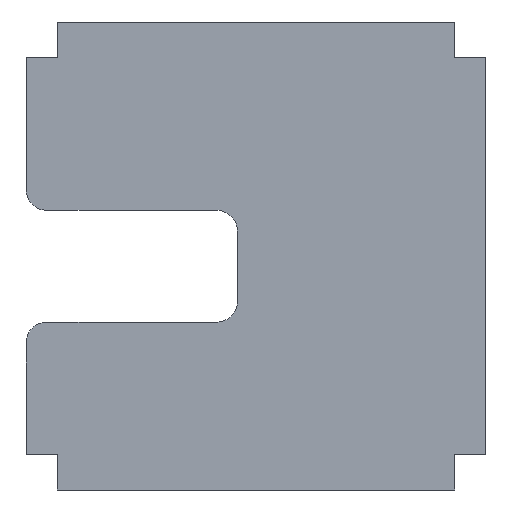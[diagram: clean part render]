
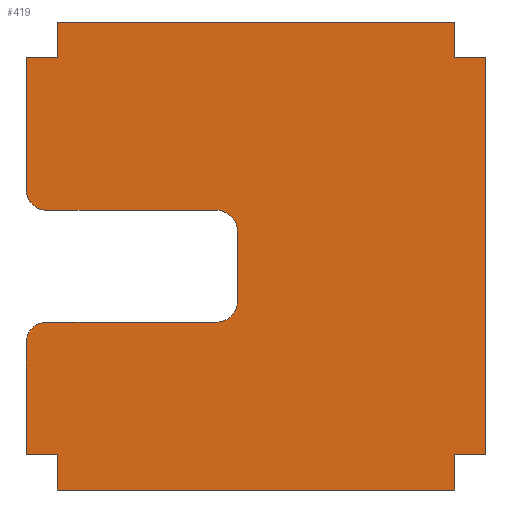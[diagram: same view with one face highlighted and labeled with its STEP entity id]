
A CAD part, front view. The second image highlights one B-rep face of the part: STEP entity #419.
In plain terms, the highlighted planar face has unit normal (0, -1, 0).
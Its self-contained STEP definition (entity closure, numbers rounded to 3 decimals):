
#18=PLANE('',#461);
#39=FACE_OUTER_BOUND('',#61,.T.);
#61=EDGE_LOOP('',(#313,#314,#315,#316,#317,#318,#319,#320,#321,#322,#323,
#324,#325,#326,#327,#328,#329,#330,#331,#332));
#81=LINE('',#608,#133);
#84=LINE('',#619,#136);
#88=LINE('',#632,#140);
#91=LINE('',#637,#143);
#92=LINE('',#641,#144);
#93=LINE('',#643,#145);
#94=LINE('',#645,#146);
#95=LINE('',#647,#147);
#96=LINE('',#649,#148);
#97=LINE('',#651,#149);
#98=LINE('',#653,#150);
#99=LINE('',#655,#151);
#100=LINE('',#657,#152);
#101=LINE('',#659,#153);
#102=LINE('',#661,#154);
#103=LINE('',#662,#155);
#133=VECTOR('',#493,10.);
#136=VECTOR('',#504,10.);
#140=VECTOR('',#516,10.);
#143=VECTOR('',#521,10.);
#144=VECTOR('',#524,10.);
#145=VECTOR('',#525,10.);
#146=VECTOR('',#526,10.);
#147=VECTOR('',#527,10.);
#148=VECTOR('',#528,10.);
#149=VECTOR('',#529,10.);
#150=VECTOR('',#530,10.);
#151=VECTOR('',#531,10.);
#152=VECTOR('',#532,10.);
#153=VECTOR('',#533,10.);
#154=VECTOR('',#534,10.);
#155=VECTOR('',#535,10.);
#182=CIRCLE('',#451,5.);
#184=CIRCLE('',#455,5.);
#186=CIRCLE('',#459,5.);
#187=CIRCLE('',#462,5.);
#191=VERTEX_POINT('',#598);
#192=VERTEX_POINT('',#600);
#194=VERTEX_POINT('',#606);
#197=VERTEX_POINT('',#613);
#198=VERTEX_POINT('',#615);
#201=VERTEX_POINT('',#625);
#202=VERTEX_POINT('',#627);
#203=VERTEX_POINT('',#631);
#205=VERTEX_POINT('',#638);
#206=VERTEX_POINT('',#640);
#207=VERTEX_POINT('',#642);
#208=VERTEX_POINT('',#644);
#209=VERTEX_POINT('',#646);
#210=VERTEX_POINT('',#648);
#211=VERTEX_POINT('',#650);
#212=VERTEX_POINT('',#652);
#213=VERTEX_POINT('',#654);
#214=VERTEX_POINT('',#656);
#215=VERTEX_POINT('',#658);
#216=VERTEX_POINT('',#660);
#231=EDGE_CURVE('',#191,#192,#182,.T.);
#235=EDGE_CURVE('',#191,#194,#81,.T.);
#238=EDGE_CURVE('',#197,#198,#184,.T.);
#240=EDGE_CURVE('',#197,#192,#84,.T.);
#244=EDGE_CURVE('',#201,#202,#186,.T.);
#246=EDGE_CURVE('',#203,#202,#88,.T.);
#249=EDGE_CURVE('',#201,#198,#91,.T.);
#250=EDGE_CURVE('',#205,#194,#187,.T.);
#251=EDGE_CURVE('',#205,#206,#92,.T.);
#252=EDGE_CURVE('',#207,#206,#93,.T.);
#253=EDGE_CURVE('',#208,#207,#94,.T.);
#254=EDGE_CURVE('',#208,#209,#95,.T.);
#255=EDGE_CURVE('',#209,#210,#96,.T.);
#256=EDGE_CURVE('',#210,#211,#97,.T.);
#257=EDGE_CURVE('',#211,#212,#98,.T.);
#258=EDGE_CURVE('',#213,#212,#99,.T.);
#259=EDGE_CURVE('',#214,#213,#100,.T.);
#260=EDGE_CURVE('',#214,#215,#101,.T.);
#261=EDGE_CURVE('',#215,#216,#102,.T.);
#262=EDGE_CURVE('',#216,#203,#103,.T.);
#313=ORIENTED_EDGE('',*,*,#244,.F.);
#314=ORIENTED_EDGE('',*,*,#249,.T.);
#315=ORIENTED_EDGE('',*,*,#238,.F.);
#316=ORIENTED_EDGE('',*,*,#240,.T.);
#317=ORIENTED_EDGE('',*,*,#231,.F.);
#318=ORIENTED_EDGE('',*,*,#235,.T.);
#319=ORIENTED_EDGE('',*,*,#250,.F.);
#320=ORIENTED_EDGE('',*,*,#251,.T.);
#321=ORIENTED_EDGE('',*,*,#252,.F.);
#322=ORIENTED_EDGE('',*,*,#253,.F.);
#323=ORIENTED_EDGE('',*,*,#254,.T.);
#324=ORIENTED_EDGE('',*,*,#255,.T.);
#325=ORIENTED_EDGE('',*,*,#256,.T.);
#326=ORIENTED_EDGE('',*,*,#257,.T.);
#327=ORIENTED_EDGE('',*,*,#258,.F.);
#328=ORIENTED_EDGE('',*,*,#259,.F.);
#329=ORIENTED_EDGE('',*,*,#260,.T.);
#330=ORIENTED_EDGE('',*,*,#261,.T.);
#331=ORIENTED_EDGE('',*,*,#262,.T.);
#332=ORIENTED_EDGE('',*,*,#246,.T.);
#419=ADVANCED_FACE('',(#39),#18,.F.);
#451=AXIS2_PLACEMENT_3D('',#601,#486,#487);
#455=AXIS2_PLACEMENT_3D('',#616,#499,#500);
#459=AXIS2_PLACEMENT_3D('',#628,#511,#512);
#461=AXIS2_PLACEMENT_3D('',#636,#519,#520);
#462=AXIS2_PLACEMENT_3D('',#639,#522,#523);
#486=DIRECTION('center_axis',(0.,-1.,0.));
#487=DIRECTION('ref_axis',(0.707,0.,-0.707));
#493=DIRECTION('',(-1.,0.,0.));
#499=DIRECTION('center_axis',(0.,-1.,0.));
#500=DIRECTION('ref_axis',(0.707,0.,0.707));
#504=DIRECTION('',(0.,0.,-1.));
#511=DIRECTION('center_axis',(0.,1.,0.));
#512=DIRECTION('ref_axis',(-0.707,0.,-0.707));
#516=DIRECTION('',(0.,0.,-1.));
#519=DIRECTION('center_axis',(0.,1.,0.));
#520=DIRECTION('ref_axis',(-1.,0.,0.));
#521=DIRECTION('',(1.,0.,0.));
#522=DIRECTION('center_axis',(0.,1.,0.));
#523=DIRECTION('ref_axis',(-0.707,0.,0.707));
#524=DIRECTION('',(0.,0.,-1.));
#525=DIRECTION('',(-1.,0.,0.));
#526=DIRECTION('',(0.,0.,1.));
#527=DIRECTION('',(1.,0.,0.));
#528=DIRECTION('',(0.,0.,1.));
#529=DIRECTION('',(1.,0.,0.));
#530=DIRECTION('',(0.,0.,1.));
#531=DIRECTION('',(1.,0.,0.));
#532=DIRECTION('',(0.,0.,-1.));
#533=DIRECTION('',(-1.,0.,0.));
#534=DIRECTION('',(0.,0.,-1.));
#535=DIRECTION('',(-1.,0.,0.));
#598=CARTESIAN_POINT('',(53.,15.,46.535));
#600=CARTESIAN_POINT('',(58.,15.,51.535));
#601=CARTESIAN_POINT('Origin',(53.,15.,51.535));
#606=CARTESIAN_POINT('',(12.,15.,46.535));
#608=CARTESIAN_POINT('',(34.25,15.,46.535));
#613=CARTESIAN_POINT('',(58.,15.,68.535));
#615=CARTESIAN_POINT('',(53.,15.,73.535));
#616=CARTESIAN_POINT('Origin',(53.,15.,68.535));
#619=CARTESIAN_POINT('',(58.,15.,54.517));
#625=CARTESIAN_POINT('',(12.,15.,73.535));
#627=CARTESIAN_POINT('',(7.,15.,78.535));
#628=CARTESIAN_POINT('Origin',(12.,15.,78.535));
#631=CARTESIAN_POINT('',(7.,15.,110.5));
#632=CARTESIAN_POINT('',(7.,15.,38.5));
#636=CARTESIAN_POINT('Origin',(62.5,15.,62.5));
#637=CARTESIAN_POINT('',(60.25,15.,73.535));
#638=CARTESIAN_POINT('',(7.,15.,41.535));
#639=CARTESIAN_POINT('Origin',(12.,15.,41.535));
#640=CARTESIAN_POINT('',(7.,15.,14.5));
#641=CARTESIAN_POINT('',(7.,15.,38.5));
#642=CARTESIAN_POINT('',(14.5,15.,14.5));
#643=CARTESIAN_POINT('',(14.5,15.,14.5));
#644=CARTESIAN_POINT('',(14.5,15.,6.));
#645=CARTESIAN_POINT('',(14.5,15.,6.));
#646=CARTESIAN_POINT('',(110.5,15.,6.));
#647=CARTESIAN_POINT('',(6.,15.,6.));
#648=CARTESIAN_POINT('',(110.5,15.,14.5));
#649=CARTESIAN_POINT('',(110.5,15.,6.));
#650=CARTESIAN_POINT('',(118.,15.,14.5));
#651=CARTESIAN_POINT('',(110.5,15.,14.5));
#652=CARTESIAN_POINT('',(118.,15.,110.5));
#653=CARTESIAN_POINT('',(118.,15.,86.5));
#654=CARTESIAN_POINT('',(110.5,15.,110.5));
#655=CARTESIAN_POINT('',(110.5,15.,110.5));
#656=CARTESIAN_POINT('',(110.5,15.,119.));
#657=CARTESIAN_POINT('',(110.5,15.,119.));
#658=CARTESIAN_POINT('',(14.5,15.,119.));
#659=CARTESIAN_POINT('',(119.,15.,119.));
#660=CARTESIAN_POINT('',(14.5,15.,110.5));
#661=CARTESIAN_POINT('',(14.5,15.,119.));
#662=CARTESIAN_POINT('',(14.5,15.,110.5));
